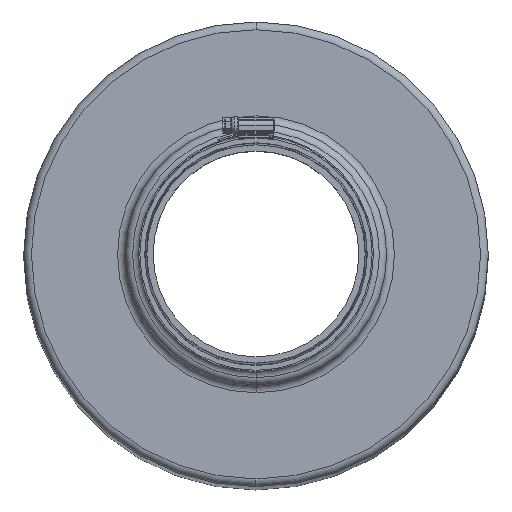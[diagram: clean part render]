
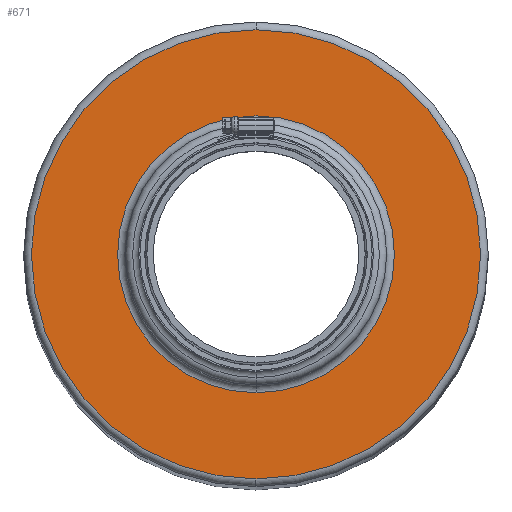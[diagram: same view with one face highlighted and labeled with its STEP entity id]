
A CAD part, top view. The second image highlights one B-rep face of the part: STEP entity #671.
In plain terms, the highlighted planar face has unit normal (0, 0, 1).
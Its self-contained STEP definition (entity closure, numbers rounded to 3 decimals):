
#189=CARTESIAN_POINT('',(0.,0.,-57.));
#190=DIRECTION('',(0.,0.,-1.));
#191=DIRECTION('',(0.,-1.,0.));
#192=AXIS2_PLACEMENT_3D('',#189,#190,#191);
#194=CARTESIAN_POINT('',(0.,0.,-57.));
#195=DIRECTION('',(0.,0.,-1.));
#196=DIRECTION('',(0.,1.,0.));
#197=AXIS2_PLACEMENT_3D('',#194,#195,#196);
#199=CARTESIAN_POINT('',(0.,0.,-57.));
#200=DIRECTION('',(0.,0.,1.));
#201=DIRECTION('',(0.,1.,0.));
#202=AXIS2_PLACEMENT_3D('',#199,#200,#201);
#204=CARTESIAN_POINT('',(0.,0.,-57.));
#205=DIRECTION('',(0.,0.,1.));
#206=DIRECTION('',(0.,-1.,0.));
#207=AXIS2_PLACEMENT_3D('',#204,#205,#206);
#330=CARTESIAN_POINT('',(0.,-71.5,-57.));
#331=CARTESIAN_POINT('',(0.,71.5,-57.));
#332=VERTEX_POINT('',#330);
#333=VERTEX_POINT('',#331);
#358=CARTESIAN_POINT('',(0.,116.,-57.));
#359=CARTESIAN_POINT('',(0.,-116.,-57.));
#360=VERTEX_POINT('',#358);
#361=VERTEX_POINT('',#359);
#655=CARTESIAN_POINT('',(0.,0.,-57.));
#656=DIRECTION('',(0.,0.,-1.));
#657=DIRECTION('',(0.,-1.,0.));
#658=AXIS2_PLACEMENT_3D('',#655,#656,#657);
#659=PLANE('',#658);
#661=ORIENTED_EDGE('',*,*,#660,.F.);
#662=ORIENTED_EDGE('',*,*,#645,.F.);
#663=EDGE_LOOP('',(#661,#662));
#664=FACE_OUTER_BOUND('',#663,.F.);
#666=ORIENTED_EDGE('',*,*,#665,.F.);
#668=ORIENTED_EDGE('',*,*,#667,.F.);
#669=EDGE_LOOP('',(#666,#668));
#670=FACE_BOUND('',#669,.F.);
#671=ADVANCED_FACE('',(#664,#670),#659,.F.);
#193=CIRCLE('',#192,71.5);
#198=CIRCLE('',#197,71.5);
#203=CIRCLE('',#202,116.);
#208=CIRCLE('',#207,116.);
#645=EDGE_CURVE('',#361,#360,#208,.T.);
#660=EDGE_CURVE('',#360,#361,#203,.T.);
#665=EDGE_CURVE('',#332,#333,#193,.T.);
#667=EDGE_CURVE('',#333,#332,#198,.T.);
